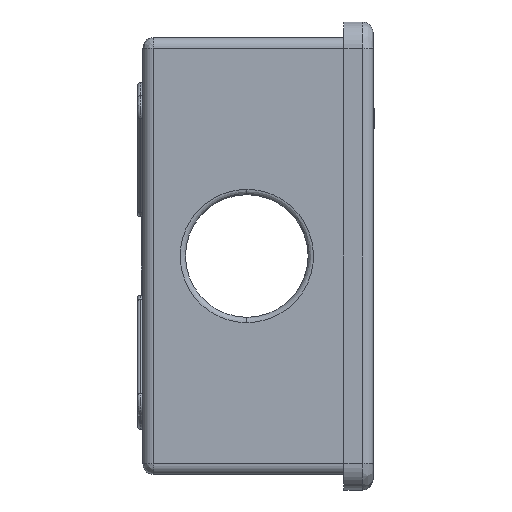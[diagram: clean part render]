
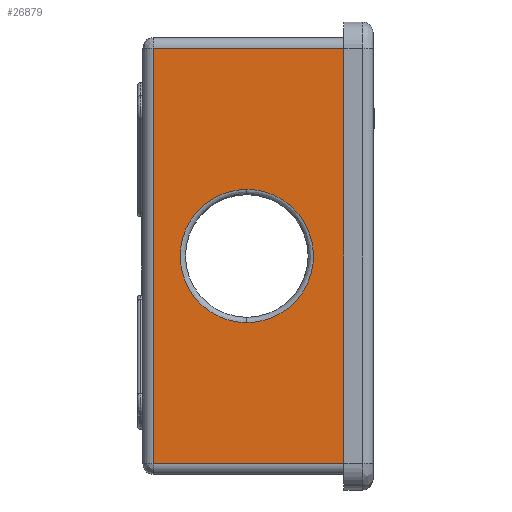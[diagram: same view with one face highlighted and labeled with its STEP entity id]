
A CAD part, left-side view. The second image highlights one B-rep face of the part: STEP entity #26879.
In plain terms, the highlighted planar face has unit normal (-1, 0, 0).
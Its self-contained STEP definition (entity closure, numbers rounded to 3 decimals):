
#1021 = CARTESIAN_POINT ( 'NONE',  ( -41., 48.7, -12.5 ) ) ;
#3772 = EDGE_CURVE ( 'NONE', #53993, #17422, #45365, .T. ) ;
#6209 = EDGE_CURVE ( 'NONE', #20116, #43390, #33357, .T. ) ;
#6274 = LINE ( 'NONE', #63218, #39186 ) ;
#6577 = EDGE_CURVE ( 'NONE', #17422, #53993, #47779, .T. ) ;
#8807 = CARTESIAN_POINT ( 'NONE',  ( -41., 1.2, -39. ) ) ;
#10954 = CARTESIAN_POINT ( 'NONE',  ( -41., 1.2, 41. ) ) ;
#11429 = CARTESIAN_POINT ( 'NONE',  ( -41., 23.7, 12.5 ) ) ;
#11618 = VECTOR ( 'NONE', #40423, 1000. ) ;
#14696 = ORIENTED_EDGE ( 'NONE', *, *, #3772, .F. ) ;
#14834 = CARTESIAN_POINT ( 'NONE',  ( -41., 23.7, -12.5 ) ) ;
#15491 = CARTESIAN_POINT ( 'NONE',  ( -41., 41.2, 41. ) ) ;
#15881 = AXIS2_PLACEMENT_3D ( 'NONE', #10954, #56722, #16151 ) ;
#16151 = DIRECTION ( 'NONE',  ( 0., 0., 1. ) ) ;
#17139 = EDGE_LOOP ( 'NONE', ( #60716, #29266, #51227, #48169 ) ) ;
#17166 = CARTESIAN_POINT ( 'NONE',  ( -41., 23.7, -12.5 ) ) ;
#17235 = DIRECTION ( 'NONE',  ( 0., -1., 0. ) ) ;
#17407 = LINE ( 'NONE', #59886, #55127 ) ;
#17422 = VERTEX_POINT ( 'NONE', #31969 ) ;
#20116 = VERTEX_POINT ( 'NONE', #61480 ) ;
#24433 = FACE_BOUND ( 'NONE', #63015, .T. ) ;
#26879 = ADVANCED_FACE ( 'NONE', ( #29239, #24433 ), #46874, .F. ) ;
#29239 = FACE_OUTER_BOUND ( 'NONE', #17139, .T. ) ;
#29266 = ORIENTED_EDGE ( 'NONE', *, *, #36659, .F. ) ;
#30818 = ORIENTED_EDGE ( 'NONE', *, *, #6577, .F. ) ;
#31969 = CARTESIAN_POINT ( 'NONE',  ( -41., 23.7, 12.5 ) ) ;
#33357 = LINE ( 'NONE', #15491, #11618 ) ;
#34650 = DIRECTION ( 'NONE',  ( 0., 1., 0. ) ) ;
#36659 = EDGE_CURVE ( 'NONE', #43390, #38977, #6274, .T. ) ;
#37696 = CARTESIAN_POINT ( 'NONE',  ( -41., -1.3, 12.5 ) ) ;
#38977 = VERTEX_POINT ( 'NONE', #41117 ) ;
#39186 = VECTOR ( 'NONE', #17235, 1000. ) ;
#40423 = DIRECTION ( 'NONE',  ( 0., 0., 1. ) ) ;
#41117 = CARTESIAN_POINT ( 'NONE',  ( -41., 4.2, 39. ) ) ;
#41570 = CARTESIAN_POINT ( 'NONE',  ( -41., 41.2, 39. ) ) ;
#42398 = CARTESIAN_POINT ( 'NONE',  ( -41., 23.7, -12.5 ) ) ;
#43240 = EDGE_CURVE ( 'NONE', #38977, #57074, #17407, .T. ) ;
#43390 = VERTEX_POINT ( 'NONE', #41570 ) ;
#44715 = DIRECTION ( 'NONE',  ( 0., 0., -1. ) ) ;
#45365 =( BOUNDED_CURVE ( )  B_SPLINE_CURVE ( 3, ( #14834, #65953, #37696, #11429 ),
 .UNSPECIFIED., .F., .F. ) 
 B_SPLINE_CURVE_WITH_KNOTS ( ( 4, 4 ),
 ( 0., 1. ),
 .UNSPECIFIED. ) 
 CURVE ( )  GEOMETRIC_REPRESENTATION_ITEM ( )  RATIONAL_B_SPLINE_CURVE ( ( 1., 0.333, 0.333, 1. ) ) 
 REPRESENTATION_ITEM ( '' )  );
#46874 = PLANE ( 'NONE',  #15881 ) ;
#47779 =( BOUNDED_CURVE ( )  B_SPLINE_CURVE ( 3, ( #51941, #47900, #1021, #17166 ),
 .UNSPECIFIED., .F., .T. ) 
 B_SPLINE_CURVE_WITH_KNOTS ( ( 4, 4 ),
 ( 0., 1. ),
 .UNSPECIFIED. ) 
 CURVE ( )  GEOMETRIC_REPRESENTATION_ITEM ( )  RATIONAL_B_SPLINE_CURVE ( ( 1., 0.333, 0.333, 1. ) ) 
 REPRESENTATION_ITEM ( '' )  );
#47900 = CARTESIAN_POINT ( 'NONE',  ( -41., 48.7, 12.5 ) ) ;
#48169 = ORIENTED_EDGE ( 'NONE', *, *, #49878, .F. ) ;
#49878 = EDGE_CURVE ( 'NONE', #57074, #20116, #64724, .T. ) ;
#51227 = ORIENTED_EDGE ( 'NONE', *, *, #6209, .F. ) ;
#51941 = CARTESIAN_POINT ( 'NONE',  ( -41., 23.7, 12.5 ) ) ;
#53993 = VERTEX_POINT ( 'NONE', #42398 ) ;
#55127 = VECTOR ( 'NONE', #44715, 1000. ) ;
#56712 = VECTOR ( 'NONE', #34650, 1000. ) ;
#56722 = DIRECTION ( 'NONE',  ( 1., 0., 0. ) ) ;
#57074 = VERTEX_POINT ( 'NONE', #65123 ) ;
#59886 = CARTESIAN_POINT ( 'NONE',  ( -41., 4.2, 39. ) ) ;
#60716 = ORIENTED_EDGE ( 'NONE', *, *, #43240, .F. ) ;
#61480 = CARTESIAN_POINT ( 'NONE',  ( -41., 41.2, -39. ) ) ;
#63015 = EDGE_LOOP ( 'NONE', ( #30818, #14696 ) ) ;
#63218 = CARTESIAN_POINT ( 'NONE',  ( -41., 1.2, 39. ) ) ;
#64724 = LINE ( 'NONE', #8807, #56712 ) ;
#65123 = CARTESIAN_POINT ( 'NONE',  ( -41., 4.2, -39. ) ) ;
#65953 = CARTESIAN_POINT ( 'NONE',  ( -41., -1.3, -12.5 ) ) ;
